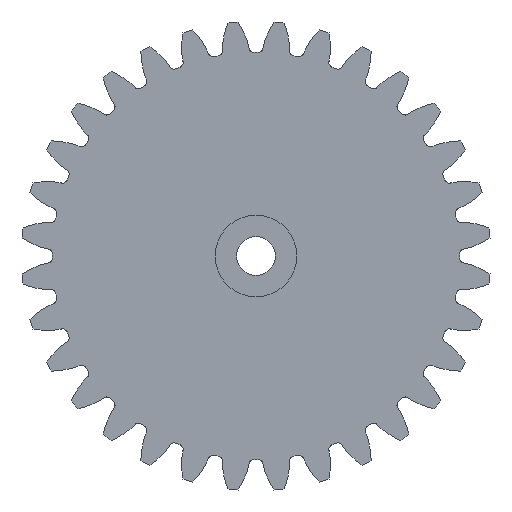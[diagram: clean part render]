
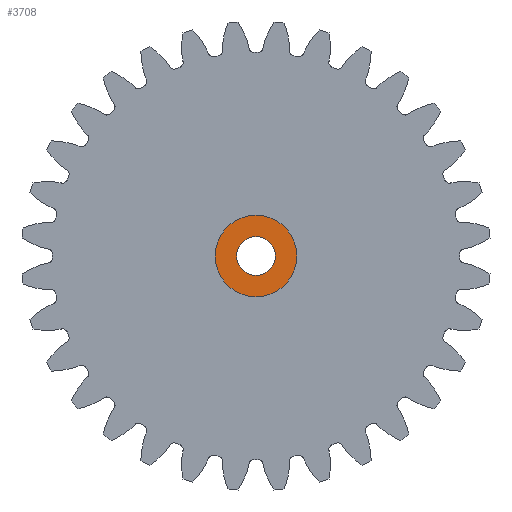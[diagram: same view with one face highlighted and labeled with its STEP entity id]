
A CAD part, front view. The second image highlights one B-rep face of the part: STEP entity #3708.
In plain terms, the highlighted planar face has unit normal (0, -1, 0).
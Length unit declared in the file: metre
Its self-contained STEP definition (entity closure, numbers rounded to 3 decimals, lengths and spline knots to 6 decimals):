
#206=PLANE('',#4113);
#465=CIRCLE('',#4112,0.0024);
#466=CIRCLE('',#4114,0.00115);
#1623=ORIENTED_EDGE('',*,*,#2206,.F.);
#1624=ORIENTED_EDGE('',*,*,#2205,.T.);
#2205=EDGE_CURVE('',#2593,#2593,#465,.T.);
#2206=EDGE_CURVE('',#2594,#2594,#466,.T.);
#2593=VERTEX_POINT('',#10545);
#2594=VERTEX_POINT('',#10548);
#3177=EDGE_LOOP('',(#1623));
#3178=EDGE_LOOP('',(#1624));
#3379=FACE_BOUND('',#3177,.T.);
#3380=FACE_BOUND('',#3178,.T.);
#3708=ADVANCED_FACE('',(#3379,#3380),#206,.T.);
#4112=AXIS2_PLACEMENT_3D('',#10544,#5088,#5089);
#4113=AXIS2_PLACEMENT_3D('',#10546,#5090,#5091);
#4114=AXIS2_PLACEMENT_3D('',#10547,#5092,#5093);
#5088=DIRECTION('',(0.,-1.,0.));
#5089=DIRECTION('',(0.,0.,-1.));
#5090=DIRECTION('',(0.,-1.,0.));
#5091=DIRECTION('',(1.,0.,0.));
#5092=DIRECTION('',(0.,-1.,0.));
#5093=DIRECTION('',(0.,0.,-1.));
#10544=CARTESIAN_POINT('',(0.,-0.0016,0.));
#10545=CARTESIAN_POINT('',(0.,-0.0016,-0.0024));
#10546=CARTESIAN_POINT('',(0.,-0.0016,0.));
#10547=CARTESIAN_POINT('',(0.,-0.0016,0.));
#10548=CARTESIAN_POINT('',(0.,-0.0016,-0.00115));
